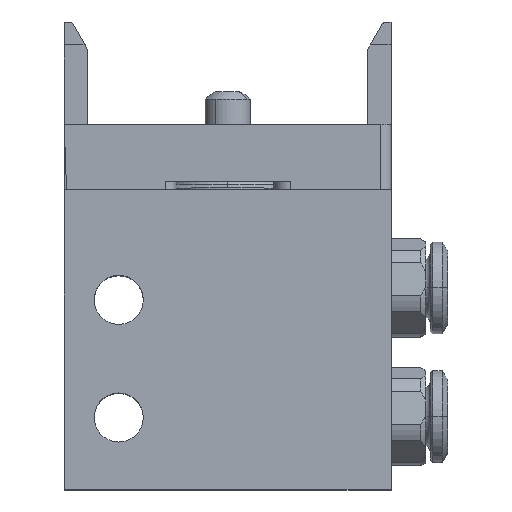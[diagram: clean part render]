
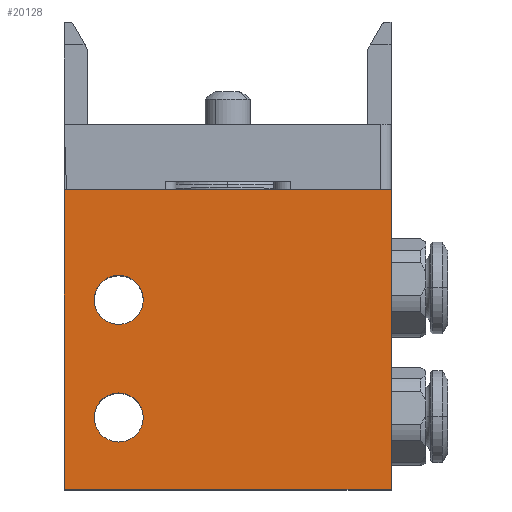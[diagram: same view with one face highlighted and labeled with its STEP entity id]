
A CAD part, top view. The second image highlights one B-rep face of the part: STEP entity #20128.
In plain terms, the highlighted planar face has unit normal (0, 0, 1).
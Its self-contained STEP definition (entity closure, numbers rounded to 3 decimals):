
#42 = CARTESIAN_POINT ( 'NONE',  ( 2.75, 17.4, 15. ) ) ;
#71 = VERTEX_POINT ( 'NONE', #6163 ) ;
#418 = EDGE_CURVE ( 'NONE', #3196, #10429, #13317, .T. ) ;
#957 = VERTEX_POINT ( 'NONE', #7422 ) ;
#1275 = ORIENTED_EDGE ( 'NONE', *, *, #21869, .T. ) ;
#1650 = DIRECTION ( 'NONE',  ( 1., 0., 0. ) ) ;
#2197 = CIRCLE ( 'NONE', #3932, 2.25 ) ;
#2509 = CARTESIAN_POINT ( 'NONE',  ( 5., 17.4, 15. ) ) ;
#2597 = EDGE_CURVE ( 'NONE', #71, #2603, #22688, .T. ) ;
#2603 = VERTEX_POINT ( 'NONE', #23315 ) ;
#2668 = ORIENTED_EDGE ( 'NONE', *, *, #418, .T. ) ;
#2688 = CARTESIAN_POINT ( 'NONE',  ( 30., 0., 15. ) ) ;
#2966 = CARTESIAN_POINT ( 'NONE',  ( 5., 6.6, 15. ) ) ;
#3196 = VERTEX_POINT ( 'NONE', #14370 ) ;
#3504 = VECTOR ( 'NONE', #19854, 1000. ) ;
#3580 = VERTEX_POINT ( 'NONE', #2688 ) ;
#3735 = EDGE_CURVE ( 'NONE', #23199, #3196, #22641, .T. ) ;
#3932 = AXIS2_PLACEMENT_3D ( 'NONE', #23833, #12722, #1650 ) ;
#4270 = AXIS2_PLACEMENT_3D ( 'NONE', #2966, #15939, #4818 ) ;
#4351 = ORIENTED_EDGE ( 'NONE', *, *, #19143, .F. ) ;
#4361 = DIRECTION ( 'NONE',  ( 1., 0., 0. ) ) ;
#4737 = FACE_OUTER_BOUND ( 'NONE', #6165, .T. ) ;
#4818 = DIRECTION ( 'NONE',  ( 1., 0., 0. ) ) ;
#5630 = EDGE_LOOP ( 'NONE', ( #6681, #23406 ) ) ;
#5642 = DIRECTION ( 'NONE',  ( 0., 1., 0. ) ) ;
#6163 = CARTESIAN_POINT ( 'NONE',  ( 2.75, 6.6, 15. ) ) ;
#6165 = EDGE_LOOP ( 'NONE', ( #2668, #1275, #10935, #17568 ) ) ;
#6681 = ORIENTED_EDGE ( 'NONE', *, *, #19280, .F. ) ;
#6702 = EDGE_CURVE ( 'NONE', #23493, #957, #17524, .T. ) ;
#6797 = ORIENTED_EDGE ( 'NONE', *, *, #2597, .F. ) ;
#6939 = VECTOR ( 'NONE', #9404, 1000. ) ;
#7422 = CARTESIAN_POINT ( 'NONE',  ( 7.25, 17.4, 15. ) ) ;
#7514 = CARTESIAN_POINT ( 'NONE',  ( 0., 0., 15. ) ) ;
#7615 = DIRECTION ( 'NONE',  ( 0., 0., 1. ) ) ;
#8463 = LINE ( 'NONE', #18602, #18316 ) ;
#9404 = DIRECTION ( 'NONE',  ( 1., 0., 0. ) ) ;
#10429 = VERTEX_POINT ( 'NONE', #16167 ) ;
#10935 = ORIENTED_EDGE ( 'NONE', *, *, #20779, .T. ) ;
#11016 = CARTESIAN_POINT ( 'NONE',  ( 0., 27.5, 15. ) ) ;
#11262 = DIRECTION ( 'NONE',  ( 0., -1., 0. ) ) ;
#11554 = AXIS2_PLACEMENT_3D ( 'NONE', #11016, #23987, #12878 ) ;
#12722 = DIRECTION ( 'NONE',  ( 0., 0., 1. ) ) ;
#12878 = DIRECTION ( 'NONE',  ( -1., 0., 0. ) ) ;
#13317 = LINE ( 'NONE', #22278, #13893 ) ;
#13893 = VECTOR ( 'NONE', #11262, 1000. ) ;
#14370 = CARTESIAN_POINT ( 'NONE',  ( 0., 27.5, 15. ) ) ;
#14648 = CIRCLE ( 'NONE', #20079, 2.25 ) ;
#15480 = DIRECTION ( 'NONE',  ( 0., 0., 1. ) ) ;
#15939 = DIRECTION ( 'NONE',  ( 0., 0., 1. ) ) ;
#16167 = CARTESIAN_POINT ( 'NONE',  ( 0., 0., 15. ) ) ;
#16817 = LINE ( 'NONE', #7514, #6939 ) ;
#17391 = EDGE_LOOP ( 'NONE', ( #4351, #6797 ) ) ;
#17524 = CIRCLE ( 'NONE', #21649, 2.25 ) ;
#17568 = ORIENTED_EDGE ( 'NONE', *, *, #3735, .T. ) ;
#18316 = VECTOR ( 'NONE', #5642, 1000. ) ;
#18602 = CARTESIAN_POINT ( 'NONE',  ( 30., 0., 15. ) ) ;
#18727 = CARTESIAN_POINT ( 'NONE',  ( 5., 17.4, 15. ) ) ;
#18963 = FACE_BOUND ( 'NONE', #5630, .T. ) ;
#19143 = EDGE_CURVE ( 'NONE', #2603, #71, #2197, .T. ) ;
#19280 = EDGE_CURVE ( 'NONE', #957, #23493, #14648, .T. ) ;
#19854 = DIRECTION ( 'NONE',  ( -1., 0., 0. ) ) ;
#19930 = CARTESIAN_POINT ( 'NONE',  ( 0., 27.5, 15. ) ) ;
#20079 = AXIS2_PLACEMENT_3D ( 'NONE', #18727, #7615, #20596 ) ;
#20128 = ADVANCED_FACE ( 'NONE', ( #18963, #23880, #4737 ), #21551, .F. ) ;
#20596 = DIRECTION ( 'NONE',  ( 1., 0., 0. ) ) ;
#20779 = EDGE_CURVE ( 'NONE', #3580, #23199, #8463, .T. ) ;
#21170 = CARTESIAN_POINT ( 'NONE',  ( 30., 27.5, 15. ) ) ;
#21551 = PLANE ( 'NONE',  #11554 ) ;
#21649 = AXIS2_PLACEMENT_3D ( 'NONE', #2509, #15480, #4361 ) ;
#21869 = EDGE_CURVE ( 'NONE', #10429, #3580, #16817, .T. ) ;
#22278 = CARTESIAN_POINT ( 'NONE',  ( 0., 0., 15. ) ) ;
#22641 = LINE ( 'NONE', #19930, #3504 ) ;
#22688 = CIRCLE ( 'NONE', #4270, 2.25 ) ;
#23199 = VERTEX_POINT ( 'NONE', #21170 ) ;
#23315 = CARTESIAN_POINT ( 'NONE',  ( 7.25, 6.6, 15. ) ) ;
#23406 = ORIENTED_EDGE ( 'NONE', *, *, #6702, .F. ) ;
#23493 = VERTEX_POINT ( 'NONE', #42 ) ;
#23833 = CARTESIAN_POINT ( 'NONE',  ( 5., 6.6, 15. ) ) ;
#23880 = FACE_BOUND ( 'NONE', #17391, .T. ) ;
#23987 = DIRECTION ( 'NONE',  ( 0., 0., -1. ) ) ;
